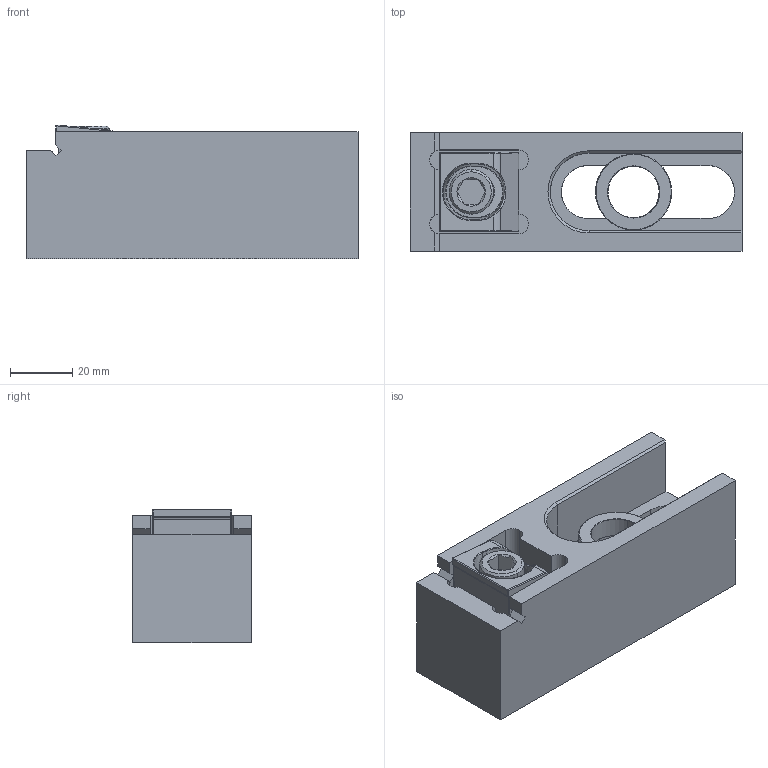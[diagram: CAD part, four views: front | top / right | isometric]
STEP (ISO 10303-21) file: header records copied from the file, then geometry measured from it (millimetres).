
FILE_DESCRIPTION (( 'STEP AP214' ), '1' );
FILE_NAME ('26255.STEP', '2017-10-06T19:52:00', ( 'Mike W' ), ( '' ), 'SwSTEP 2.0', 'SolidWorks 2017', '' );
FILE_SCHEMA (( 'AUTOMOTIVE_DESIGN' ));
Length unit declared in the file: inch
Products named in the file (7): 20016_20016; 26075_26075_1.0_Blunt Edge; 204 O-RING_204 O-RING; 38161 SHCS_38161 SHCS; 260751_260751; 262501_262501; 26255
Assembly tree (6 placements, depth 3):
  26255
    262501_262501
    26075_26075_1.0_Blunt Edge
      260751_260751
      38161 SHCS_38161 SHCS
      204 O-RING_204 O-RING
    20016_20016
Bounding box: 106.68 x 38.1 x 43.02 mm (x, y, z)
Volume: 113545 mm3; surface area: 31696.9 mm2
Topology: 5 solids, 5 shells, 235 faces, 596 edges, 368 vertices
Faces by surface type: cylinder 112, plane 53, cone 28, bspline 22, torus 16, sphere 4
Entity records: 10541 total; most frequent: CARTESIAN_POINT 5116, ORIENTED_EDGE 1184, DIRECTION 987, EDGE_CURVE 592, AXIS2_PLACEMENT_3D 372, VERTEX_POINT 366, EDGE_LOOP 244, LINE 243
